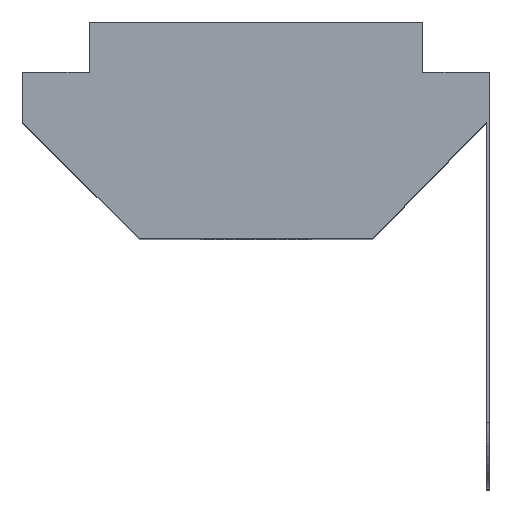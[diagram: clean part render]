
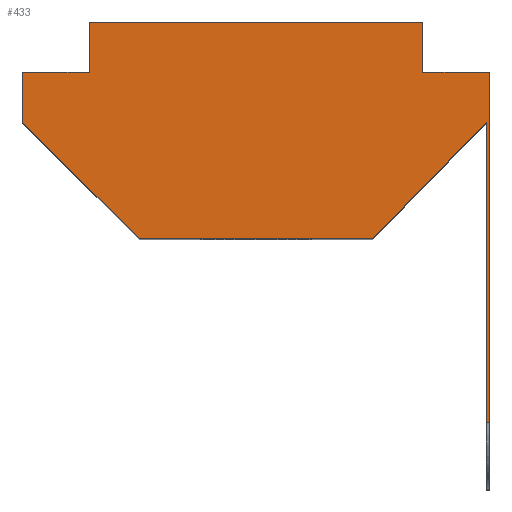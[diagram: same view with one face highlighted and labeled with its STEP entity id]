
A CAD part, top view. The second image highlights one B-rep face of the part: STEP entity #433.
In plain terms, the highlighted planar face has unit normal (0, 0, 1).
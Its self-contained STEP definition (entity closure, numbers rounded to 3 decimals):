
#9 = ORIENTED_EDGE ( 'NONE', *, *, #72, .T. ) ;
#20 = LINE ( 'NONE', #487, #828 ) ;
#33 = CARTESIAN_POINT ( 'NONE',  ( 3.5, -5., 20. ) ) ;
#46 = LINE ( 'NONE', #313, #231 ) ;
#55 = CARTESIAN_POINT ( 'NONE',  ( 0., 0., 20. ) ) ;
#56 = EDGE_CURVE ( 'NONE', #396, #848, #46, .T. ) ;
#61 = VECTOR ( 'NONE', #641, 1000. ) ;
#72 = EDGE_CURVE ( 'NONE', #492, #214, #249, .T. ) ;
#79 = CARTESIAN_POINT ( 'NONE',  ( 0., -10.5, 20. ) ) ;
#80 = EDGE_LOOP ( 'NONE', ( #329, #163, #612, #377, #621, #319, #688, #425, #851, #123, #637, #9 ) ) ;
#99 = EDGE_CURVE ( 'NONE', #214, #460, #131, .T. ) ;
#103 = CARTESIAN_POINT ( 'NONE',  ( 12., 0., 20. ) ) ;
#123 = ORIENTED_EDGE ( 'NONE', *, *, #250, .T. ) ;
#129 = VERTEX_POINT ( 'NONE', #55 ) ;
#131 = LINE ( 'NONE', #793, #675 ) ;
#140 = EDGE_CURVE ( 'NONE', #420, #396, #853, .T. ) ;
#142 = DIRECTION ( 'NONE',  ( 1., 0., 0. ) ) ;
#145 = FACE_OUTER_BOUND ( 'NONE', #80, .T. ) ;
#154 = EDGE_CURVE ( 'NONE', #679, #129, #195, .T. ) ;
#156 = CARTESIAN_POINT ( 'NONE',  ( 0., 0., 20. ) ) ;
#163 = ORIENTED_EDGE ( 'NONE', *, *, #203, .T. ) ;
#179 = VECTOR ( 'NONE', #632, 1000. ) ;
#190 = VECTOR ( 'NONE', #525, 1000. ) ;
#194 = VERTEX_POINT ( 'NONE', #270 ) ;
#195 = LINE ( 'NONE', #462, #744 ) ;
#203 = EDGE_CURVE ( 'NONE', #460, #194, #544, .T. ) ;
#204 = VECTOR ( 'NONE', #837, 1000. ) ;
#214 = VERTEX_POINT ( 'NONE', #466 ) ;
#215 = LINE ( 'NONE', #332, #747 ) ;
#218 = PLANE ( 'NONE',  #500 ) ;
#224 = DIRECTION ( 'NONE',  ( 1., 0., 0. ) ) ;
#230 = CARTESIAN_POINT ( 'NONE',  ( 14., -12.5, 20. ) ) ;
#231 = VECTOR ( 'NONE', #325, 1000. ) ;
#249 = LINE ( 'NONE', #379, #61 ) ;
#250 = EDGE_CURVE ( 'NONE', #702, #416, #215, .T. ) ;
#258 = CARTESIAN_POINT ( 'NONE',  ( 14., 0., 20. ) ) ;
#259 = VECTOR ( 'NONE', #547, 1000. ) ;
#264 = DIRECTION ( 'NONE',  ( 0., -1., 0. ) ) ;
#270 = CARTESIAN_POINT ( 'NONE',  ( 14., -10.5, 20. ) ) ;
#303 = CARTESIAN_POINT ( 'NONE',  ( 14., 0., 20. ) ) ;
#312 = EDGE_CURVE ( 'NONE', #416, #492, #20, .T. ) ;
#313 = CARTESIAN_POINT ( 'NONE',  ( 12., 0., 20. ) ) ;
#319 = ORIENTED_EDGE ( 'NONE', *, *, #404, .T. ) ;
#325 = DIRECTION ( 'NONE',  ( 0., 1., 0. ) ) ;
#329 = ORIENTED_EDGE ( 'NONE', *, *, #99, .T. ) ;
#332 = CARTESIAN_POINT ( 'NONE',  ( 0., -1.5, 20. ) ) ;
#335 = DIRECTION ( 'NONE',  ( 0.707, -0.707, 0. ) ) ;
#354 = CARTESIAN_POINT ( 'NONE',  ( 0., -1.5, 20. ) ) ;
#365 = CARTESIAN_POINT ( 'NONE',  ( 14., 1.5, 20. ) ) ;
#377 = ORIENTED_EDGE ( 'NONE', *, *, #140, .T. ) ;
#379 = CARTESIAN_POINT ( 'NONE',  ( 10.5, -5., 20. ) ) ;
#396 = VERTEX_POINT ( 'NONE', #103 ) ;
#404 = EDGE_CURVE ( 'NONE', #848, #652, #434, .T. ) ;
#407 = DIRECTION ( 'NONE',  ( 1., 0., 0. ) ) ;
#414 = CARTESIAN_POINT ( 'NONE',  ( 10.5, -5., 20. ) ) ;
#416 = VERTEX_POINT ( 'NONE', #33 ) ;
#420 = VERTEX_POINT ( 'NONE', #303 ) ;
#425 = ORIENTED_EDGE ( 'NONE', *, *, #154, .T. ) ;
#433 = ADVANCED_FACE ( 'NONE', ( #145 ), #218, .T. ) ;
#434 = LINE ( 'NONE', #365, #179 ) ;
#460 = VERTEX_POINT ( 'NONE', #674 ) ;
#462 = CARTESIAN_POINT ( 'NONE',  ( 2., 0., 20. ) ) ;
#466 = CARTESIAN_POINT ( 'NONE',  ( 13.9, -1.5, 20. ) ) ;
#487 = CARTESIAN_POINT ( 'NONE',  ( 3.5, -5., 20. ) ) ;
#492 = VERTEX_POINT ( 'NONE', #414 ) ;
#500 = AXIS2_PLACEMENT_3D ( 'NONE', #156, #615, #407 ) ;
#511 = VECTOR ( 'NONE', #142, 1000. ) ;
#512 = EDGE_CURVE ( 'NONE', #129, #702, #731, .T. ) ;
#525 = DIRECTION ( 'NONE',  ( -1., 0., 0. ) ) ;
#544 = LINE ( 'NONE', #79, #511 ) ;
#547 = DIRECTION ( 'NONE',  ( 0., -1., 0. ) ) ;
#595 = DIRECTION ( 'NONE',  ( 0., -1., 0. ) ) ;
#603 = CARTESIAN_POINT ( 'NONE',  ( 0., 1.5, 20. ) ) ;
#609 = VECTOR ( 'NONE', #264, 1000. ) ;
#612 = ORIENTED_EDGE ( 'NONE', *, *, #638, .T. ) ;
#615 = DIRECTION ( 'NONE',  ( 0., 0., 1. ) ) ;
#621 = ORIENTED_EDGE ( 'NONE', *, *, #56, .T. ) ;
#632 = DIRECTION ( 'NONE',  ( -1., 0., 0. ) ) ;
#637 = ORIENTED_EDGE ( 'NONE', *, *, #312, .T. ) ;
#638 = EDGE_CURVE ( 'NONE', #194, #420, #689, .T. ) ;
#639 = CARTESIAN_POINT ( 'NONE',  ( 2., 1.5, 20. ) ) ;
#641 = DIRECTION ( 'NONE',  ( 0.697, 0.717, 0. ) ) ;
#652 = VERTEX_POINT ( 'NONE', #639 ) ;
#655 = LINE ( 'NONE', #749, #609 ) ;
#674 = CARTESIAN_POINT ( 'NONE',  ( 13.9, -10.5, 20. ) ) ;
#675 = VECTOR ( 'NONE', #595, 1000. ) ;
#679 = VERTEX_POINT ( 'NONE', #833 ) ;
#688 = ORIENTED_EDGE ( 'NONE', *, *, #845, .T. ) ;
#689 = LINE ( 'NONE', #230, #204 ) ;
#702 = VERTEX_POINT ( 'NONE', #354 ) ;
#710 = DIRECTION ( 'NONE',  ( -1., 0., 0. ) ) ;
#731 = LINE ( 'NONE', #603, #259 ) ;
#744 = VECTOR ( 'NONE', #710, 1000. ) ;
#747 = VECTOR ( 'NONE', #335, 1000. ) ;
#749 = CARTESIAN_POINT ( 'NONE',  ( 2., 1.5, 20. ) ) ;
#793 = CARTESIAN_POINT ( 'NONE',  ( 13.9, -1.5, 20. ) ) ;
#794 = CARTESIAN_POINT ( 'NONE',  ( 12., 1.5, 20. ) ) ;
#828 = VECTOR ( 'NONE', #224, 1000. ) ;
#833 = CARTESIAN_POINT ( 'NONE',  ( 2., 0., 20. ) ) ;
#837 = DIRECTION ( 'NONE',  ( 0., 1., 0. ) ) ;
#845 = EDGE_CURVE ( 'NONE', #652, #679, #655, .T. ) ;
#848 = VERTEX_POINT ( 'NONE', #794 ) ;
#851 = ORIENTED_EDGE ( 'NONE', *, *, #512, .T. ) ;
#853 = LINE ( 'NONE', #258, #190 ) ;
